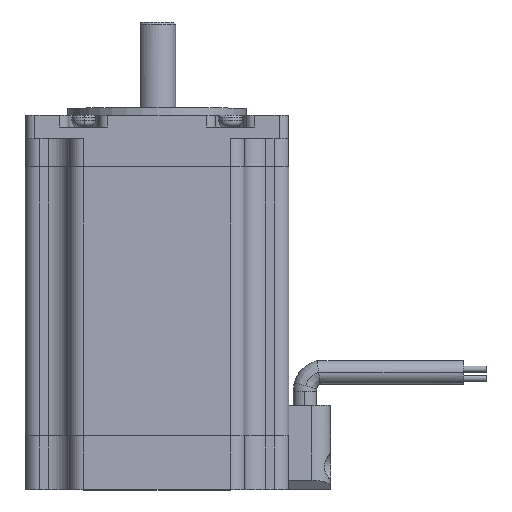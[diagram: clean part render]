
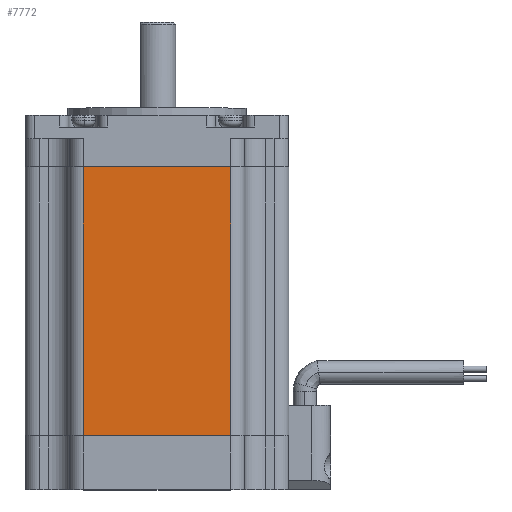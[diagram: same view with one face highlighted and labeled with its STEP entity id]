
A CAD part, top view. The second image highlights one B-rep face of the part: STEP entity #7772.
In plain terms, the highlighted planar face has unit normal (0, 0, 1).
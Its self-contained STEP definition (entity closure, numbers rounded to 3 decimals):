
#422 = CARTESIAN_POINT ( 'NONE',  ( 15.8, 57.5, 28.2 ) ) ;
#465 = VERTEX_POINT ( 'NONE', #5653 ) ;
#494 = VECTOR ( 'NONE', #9186, 1000. ) ;
#846 = VECTOR ( 'NONE', #4188, 1000. ) ;
#1229 = DIRECTION ( 'NONE',  ( 1., 0., 0. ) ) ;
#1302 = DIRECTION ( 'NONE',  ( -1., 0., 0. ) ) ;
#1564 = CARTESIAN_POINT ( 'NONE',  ( -15.8, 0., 28.2 ) ) ;
#1881 = LINE ( 'NONE', #6289, #846 ) ;
#1906 = LINE ( 'NONE', #422, #494 ) ;
#2052 = EDGE_CURVE ( 'NONE', #5967, #465, #4445, .T. ) ;
#2320 = CARTESIAN_POINT ( 'NONE',  ( 18.8, 57.5, 28.2 ) ) ;
#2563 = CARTESIAN_POINT ( 'NONE',  ( 18.8, 0., 28.2 ) ) ;
#2661 = FACE_OUTER_BOUND ( 'NONE', #2914, .T. ) ;
#2752 = PLANE ( 'NONE',  #8667 ) ;
#2914 = EDGE_LOOP ( 'NONE', ( #8287, #4343, #6216, #5443 ) ) ;
#2915 = EDGE_CURVE ( 'NONE', #5857, #465, #1906, .T. ) ;
#3517 = CARTESIAN_POINT ( 'NONE',  ( 18.8, 57.5, 28.2 ) ) ;
#3572 = CARTESIAN_POINT ( 'NONE',  ( -15.8, 57.5, 28.2 ) ) ;
#4188 = DIRECTION ( 'NONE',  ( 0., -1., 0. ) ) ;
#4343 = ORIENTED_EDGE ( 'NONE', *, *, #2915, .T. ) ;
#4402 = VECTOR ( 'NONE', #1229, 1000. ) ;
#4445 = LINE ( 'NONE', #2320, #9027 ) ;
#4656 = EDGE_CURVE ( 'NONE', #7279, #5857, #5671, .T. ) ;
#4912 = EDGE_CURVE ( 'NONE', #5967, #7279, #1881, .T. ) ;
#5443 = ORIENTED_EDGE ( 'NONE', *, *, #4912, .T. ) ;
#5653 = CARTESIAN_POINT ( 'NONE',  ( 15.8, 57.5, 28.2 ) ) ;
#5671 = LINE ( 'NONE', #2563, #4402 ) ;
#5857 = VERTEX_POINT ( 'NONE', #7697 ) ;
#5967 = VERTEX_POINT ( 'NONE', #3572 ) ;
#6216 = ORIENTED_EDGE ( 'NONE', *, *, #2052, .F. ) ;
#6289 = CARTESIAN_POINT ( 'NONE',  ( -15.8, 57.5, 28.2 ) ) ;
#7279 = VERTEX_POINT ( 'NONE', #1564 ) ;
#7697 = CARTESIAN_POINT ( 'NONE',  ( 15.8, 0., 28.2 ) ) ;
#7772 = ADVANCED_FACE ( 'NONE', ( #2661 ), #2752, .F. ) ;
#8153 = DIRECTION ( 'NONE',  ( 1., 0., 0. ) ) ;
#8287 = ORIENTED_EDGE ( 'NONE', *, *, #4656, .T. ) ;
#8667 = AXIS2_PLACEMENT_3D ( 'NONE', #3517, #9164, #1302 ) ;
#9027 = VECTOR ( 'NONE', #8153, 1000. ) ;
#9164 = DIRECTION ( 'NONE',  ( 0., 0., -1. ) ) ;
#9186 = DIRECTION ( 'NONE',  ( 0., 1., 0. ) ) ;
